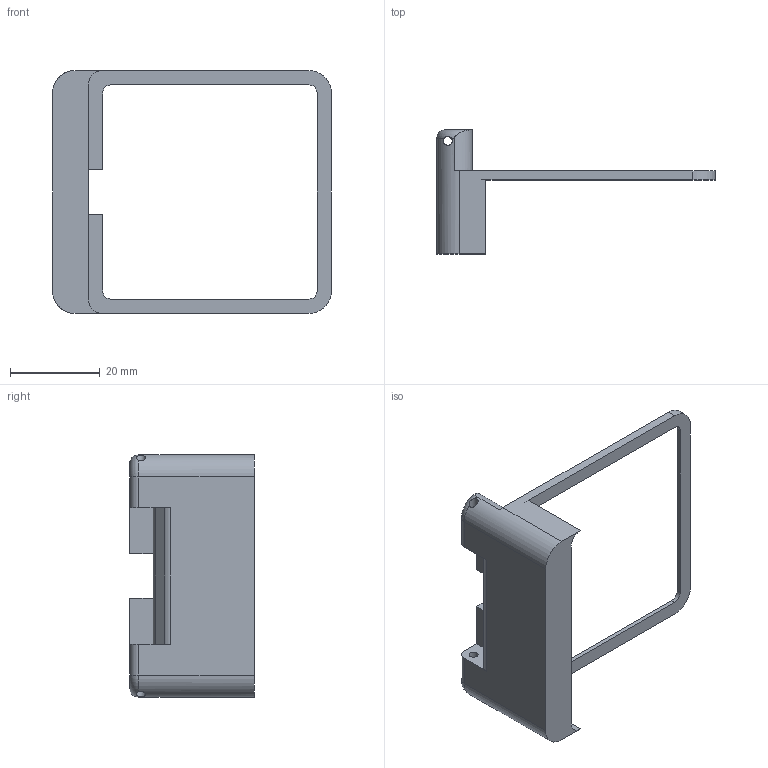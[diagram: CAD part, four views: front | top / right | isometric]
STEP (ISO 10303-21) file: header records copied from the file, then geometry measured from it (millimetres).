
FILE_DESCRIPTION(/* description */ (''),/* implementation_level */ '2;1');
FILE_NAME(/* name */ 'M5Fold_base v5.step',/* time_stamp */ '2022-09-03T04:45:49+09:00',/* author */ (''),/* organization */ (''),/* preprocessor_version */ 'ST-DEVELOPER v19',/* originating_system */ 'Autodesk Translation Framework v11.7.0.108',/* authorisation */ '');
FILE_SCHEMA (('AUTOMOTIVE_DESIGN { 1 0 10303 214 3 1 1 }'));
Length unit declared in the file: millimetre
Products named in the file (1): M5Fold_base
Bounding box: 62.1 x 27.7 x 54.1 mm (x, y, z)
Volume: 10770 mm3; surface area: 6217.5 mm2
Topology: 1 solids, 1 shells, 57 faces, 173 edges, 114 vertices
Faces by surface type: plane 33, cylinder 22, torus 2
Full cylindrical faces by diameter (mm): 2 x2
Entity records: 2082 total; most frequent: CARTESIAN_POINT 461, ORIENTED_EDGE 346, DIRECTION 325, EDGE_CURVE 173, LINE 117, VECTOR 117, VERTEX_POINT 114, AXIS2_PLACEMENT_3D 104
